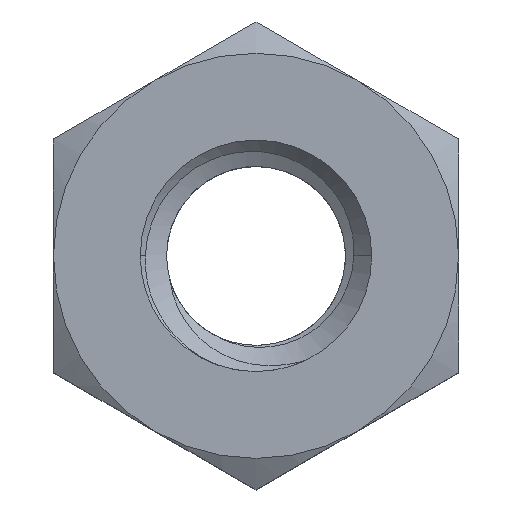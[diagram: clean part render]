
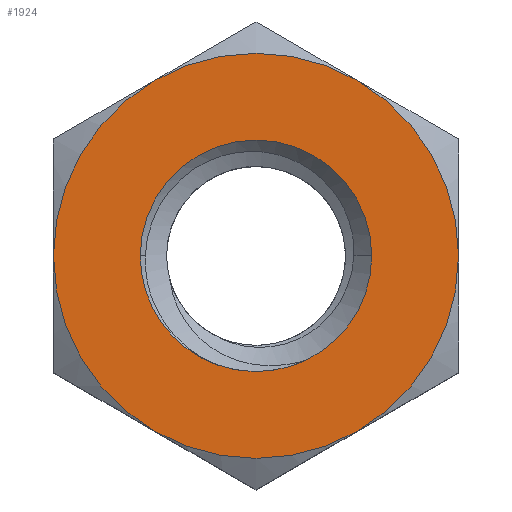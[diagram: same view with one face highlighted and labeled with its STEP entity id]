
A CAD part, top view. The second image highlights one B-rep face of the part: STEP entity #1924.
In plain terms, the highlighted planar face has unit normal (0, 0, 1).
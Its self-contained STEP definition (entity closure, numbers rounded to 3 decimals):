
#5 = ORIENTED_EDGE ( 'NONE', *, *, #1727, .T. ) ;
#15 = CARTESIAN_POINT ( 'NONE',  ( 0., 0., 1.6 ) ) ;
#39 = VERTEX_POINT ( 'NONE', #1374 ) ;
#41 = AXIS2_PLACEMENT_3D ( 'NONE', #964, #955, #820 ) ;
#54 = AXIS2_PLACEMENT_3D ( 'NONE', #1545, #1531, #927 ) ;
#62 = DIRECTION ( 'NONE',  ( 1., 0., 0. ) ) ;
#66 = DIRECTION ( 'NONE',  ( 0., 0., 1. ) ) ;
#86 = ORIENTED_EDGE ( 'NONE', *, *, #911, .T. ) ;
#99 = AXIS2_PLACEMENT_3D ( 'NONE', #2043, #1984, #899 ) ;
#128 = DIRECTION ( 'NONE',  ( 0., 0., 1. ) ) ;
#147 = VERTEX_POINT ( 'NONE', #1708 ) ;
#151 = DIRECTION ( 'NONE',  ( 1., 0., 0. ) ) ;
#249 = FACE_BOUND ( 'NONE', #1926, .T. ) ;
#334 = AXIS2_PLACEMENT_3D ( 'NONE', #779, #443, #403 ) ;
#335 = CIRCLE ( 'NONE', #54, 2. ) ;
#371 = VERTEX_POINT ( 'NONE', #474 ) ;
#383 = CARTESIAN_POINT ( 'NONE',  ( 1.75, -3.031, 1.6 ) ) ;
#403 = DIRECTION ( 'NONE',  ( 1., 0., 0. ) ) ;
#443 = DIRECTION ( 'NONE',  ( 0., 0., 1. ) ) ;
#474 = CARTESIAN_POINT ( 'NONE',  ( 1.75, 3.031, 1.6 ) ) ;
#482 = DIRECTION ( 'NONE',  ( 0., 0., 1. ) ) ;
#484 = ORIENTED_EDGE ( 'NONE', *, *, #794, .F. ) ;
#529 = CARTESIAN_POINT ( 'NONE',  ( 3.5, 0., 1.6 ) ) ;
#580 = VERTEX_POINT ( 'NONE', #529 ) ;
#603 = ORIENTED_EDGE ( 'NONE', *, *, #695, .T. ) ;
#607 = VERTEX_POINT ( 'NONE', #1657 ) ;
#659 = VERTEX_POINT ( 'NONE', #383 ) ;
#695 = EDGE_CURVE ( 'NONE', #1791, #659, #1316, .T. ) ;
#704 = VERTEX_POINT ( 'NONE', #737 ) ;
#737 = CARTESIAN_POINT ( 'NONE',  ( 0.874, -1.799, 1.6 ) ) ;
#747 = CIRCLE ( 'NONE', #1623, 2. ) ;
#764 = EDGE_CURVE ( 'NONE', #580, #371, #1638, .T. ) ;
#779 = CARTESIAN_POINT ( 'NONE',  ( 0., 0., 1.6 ) ) ;
#791 = PLANE ( 'NONE',  #99 ) ;
#794 = EDGE_CURVE ( 'NONE', #704, #147, #747, .T. ) ;
#820 = DIRECTION ( 'NONE',  ( 1., 0., 0. ) ) ;
#824 = EDGE_LOOP ( 'NONE', ( #1929, #1260, #5, #1964, #1257, #603 ) ) ;
#882 = CARTESIAN_POINT ( 'NONE',  ( 0., 0., 1.6 ) ) ;
#883 = EDGE_CURVE ( 'NONE', #607, #1865, #1481, .T. ) ;
#889 = DIRECTION ( 'NONE',  ( 0., 0., -1. ) ) ;
#899 = DIRECTION ( 'NONE',  ( 1., 0., 0. ) ) ;
#911 = EDGE_CURVE ( 'NONE', #704, #39, #1862, .T. ) ;
#927 = DIRECTION ( 'NONE',  ( 1., 0., 0. ) ) ;
#942 = CIRCLE ( 'NONE', #334, 3.5 ) ;
#955 = DIRECTION ( 'NONE',  ( 0., 0., 1. ) ) ;
#964 = CARTESIAN_POINT ( 'NONE',  ( 0., 0., 1.6 ) ) ;
#1073 = ORIENTED_EDGE ( 'NONE', *, *, #1279, .F. ) ;
#1169 = EDGE_CURVE ( 'NONE', #659, #580, #1255, .T. ) ;
#1198 = CIRCLE ( 'NONE', #1736, 2. ) ;
#1210 = DIRECTION ( 'NONE',  ( 1., 0., 0. ) ) ;
#1211 = EDGE_CURVE ( 'NONE', #1865, #1791, #1612, .T. ) ;
#1220 = DIRECTION ( 'NONE',  ( 0., 0., 1. ) ) ;
#1226 = CARTESIAN_POINT ( 'NONE',  ( 0., 0., 1.6 ) ) ;
#1255 = CIRCLE ( 'NONE', #2046, 3.5 ) ;
#1257 = ORIENTED_EDGE ( 'NONE', *, *, #1211, .T. ) ;
#1260 = ORIENTED_EDGE ( 'NONE', *, *, #764, .T. ) ;
#1279 = EDGE_CURVE ( 'NONE', #147, #1644, #1198, .T. ) ;
#1316 = CIRCLE ( 'NONE', #1563, 3.5 ) ;
#1358 = CARTESIAN_POINT ( 'NONE',  ( 0., 0., 1.6 ) ) ;
#1373 = EDGE_CURVE ( 'NONE', #1644, #39, #335, .T. ) ;
#1374 = CARTESIAN_POINT ( 'NONE',  ( -0.675, -1.883, 1.6 ) ) ;
#1463 = ORIENTED_EDGE ( 'NONE', *, *, #1373, .F. ) ;
#1481 = CIRCLE ( 'NONE', #1749, 3.5 ) ;
#1531 = DIRECTION ( 'NONE',  ( 0., 0., 1. ) ) ;
#1538 = CARTESIAN_POINT ( 'NONE',  ( 0., 0., 1.6 ) ) ;
#1545 = CARTESIAN_POINT ( 'NONE',  ( 0., 0., 1.6 ) ) ;
#1552 = CARTESIAN_POINT ( 'NONE',  ( 0., 0., 1.6 ) ) ;
#1563 = AXIS2_PLACEMENT_3D ( 'NONE', #1538, #66, #62 ) ;
#1607 = DIRECTION ( 'NONE',  ( 1., 0., 0. ) ) ;
#1610 = DIRECTION ( 'NONE',  ( 0., 0., 1. ) ) ;
#1612 = CIRCLE ( 'NONE', #41, 3.5 ) ;
#1623 = AXIS2_PLACEMENT_3D ( 'NONE', #1552, #482, #1697 ) ;
#1632 = AXIS2_PLACEMENT_3D ( 'NONE', #882, #128, #151 ) ;
#1634 = FACE_OUTER_BOUND ( 'NONE', #824, .T. ) ;
#1638 = CIRCLE ( 'NONE', #1632, 3.5 ) ;
#1644 = VERTEX_POINT ( 'NONE', #2027 ) ;
#1657 = CARTESIAN_POINT ( 'NONE',  ( -1.75, 3.031, 1.6 ) ) ;
#1694 = AXIS2_PLACEMENT_3D ( 'NONE', #1898, #889, #1880 ) ;
#1697 = DIRECTION ( 'NONE',  ( 1., 0., 0. ) ) ;
#1708 = CARTESIAN_POINT ( 'NONE',  ( 2., 0., 1.6 ) ) ;
#1727 = EDGE_CURVE ( 'NONE', #371, #607, #942, .T. ) ;
#1736 = AXIS2_PLACEMENT_3D ( 'NONE', #1358, #1969, #1960 ) ;
#1749 = AXIS2_PLACEMENT_3D ( 'NONE', #1226, #1220, #1210 ) ;
#1791 = VERTEX_POINT ( 'NONE', #2011 ) ;
#1862 = CIRCLE ( 'NONE', #1694, 2. ) ;
#1865 = VERTEX_POINT ( 'NONE', #1889 ) ;
#1880 = DIRECTION ( 'NONE',  ( -1., 0., 0. ) ) ;
#1889 = CARTESIAN_POINT ( 'NONE',  ( -3.5, 0., 1.6 ) ) ;
#1898 = CARTESIAN_POINT ( 'NONE',  ( 0., 0., 1.6 ) ) ;
#1924 = ADVANCED_FACE ( 'NONE', ( #249, #1634 ), #791, .T. ) ;
#1926 = EDGE_LOOP ( 'NONE', ( #86, #1463, #1073, #484 ) ) ;
#1929 = ORIENTED_EDGE ( 'NONE', *, *, #1169, .T. ) ;
#1960 = DIRECTION ( 'NONE',  ( 1., 0., 0. ) ) ;
#1964 = ORIENTED_EDGE ( 'NONE', *, *, #883, .T. ) ;
#1969 = DIRECTION ( 'NONE',  ( 0., 0., 1. ) ) ;
#1984 = DIRECTION ( 'NONE',  ( 0., 0., 1. ) ) ;
#2011 = CARTESIAN_POINT ( 'NONE',  ( -1.75, -3.031, 1.6 ) ) ;
#2027 = CARTESIAN_POINT ( 'NONE',  ( -2., 0., 1.6 ) ) ;
#2043 = CARTESIAN_POINT ( 'NONE',  ( -3.5, 2.021, 1.6 ) ) ;
#2046 = AXIS2_PLACEMENT_3D ( 'NONE', #15, #1610, #1607 ) ;
